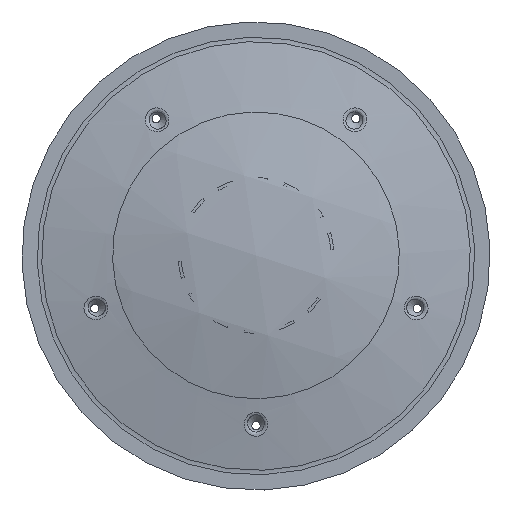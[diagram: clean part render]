
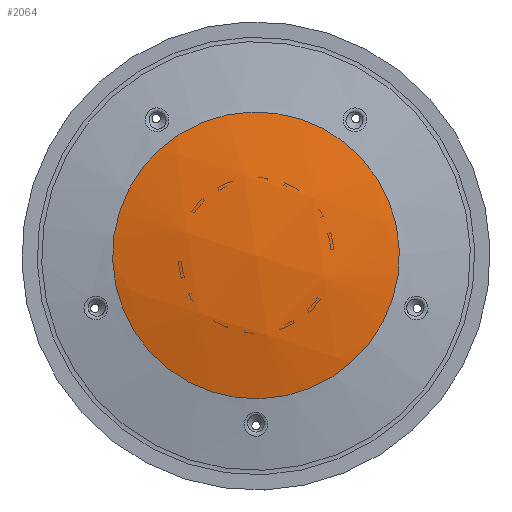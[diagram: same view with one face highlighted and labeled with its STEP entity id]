
A CAD part, top view. The second image highlights one B-rep face of the part: STEP entity #2064.
In plain terms, the highlighted spherical face has radius 4503.48 mm.
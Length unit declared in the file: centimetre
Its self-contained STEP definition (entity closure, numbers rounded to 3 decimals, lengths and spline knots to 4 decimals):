
#20=SPHERICAL_SURFACE('',#2274,450.3478);
#531=FACE_OUTER_BOUND('',#653,.T.);
#653=EDGE_LOOP('',(#1943));
#819=CIRCLE('',#2272,122.5);
#1019=VERTEX_POINT('',#6367);
#1327=EDGE_CURVE('',#1019,#1019,#819,.T.);
#1943=ORIENTED_EDGE('',*,*,#1327,.F.);
#2064=ADVANCED_FACE('',(#531),#20,.T.);
#2272=AXIS2_PLACEMENT_3D('',#6369,#2826,#2827);
#2274=AXIS2_PLACEMENT_3D('',#6371,#2830,#2831);
#2826=DIRECTION('center_axis',(0.,0.,
-1.));
#2827=DIRECTION('ref_axis',(0.951,-0.309,0.));
#2830=DIRECTION('center_axis',(-0.309,-0.951,0.));
#2831=DIRECTION('ref_axis',(0.951,-0.309,0.));
#6367=CARTESIAN_POINT('',(1040.1397,441.9273,135.5191));
#6369=CARTESIAN_POINT('Origin',(923.6353,479.7819,135.5191));
#6371=CARTESIAN_POINT('Origin',(923.6353,479.7819,-297.8478));
